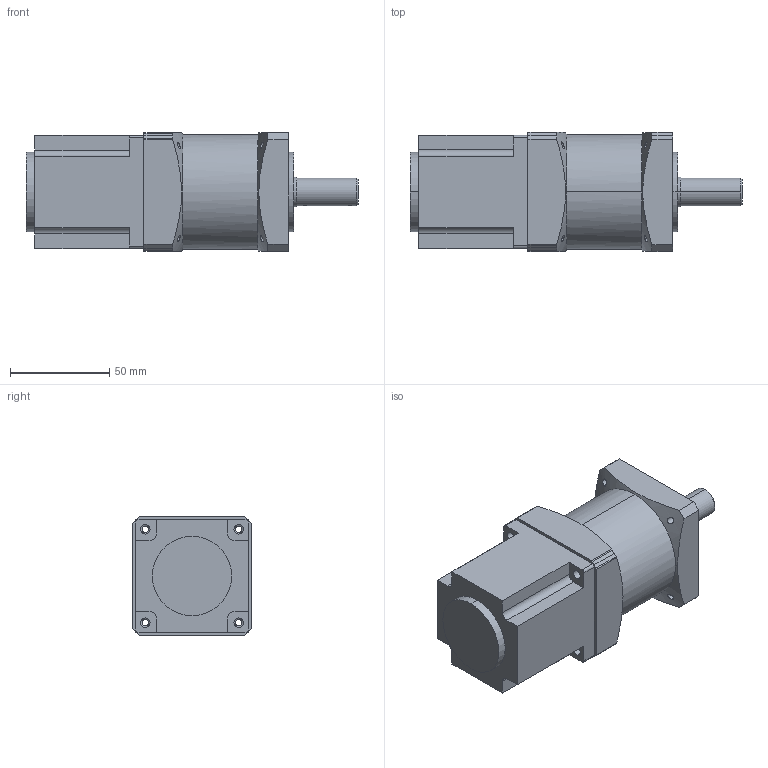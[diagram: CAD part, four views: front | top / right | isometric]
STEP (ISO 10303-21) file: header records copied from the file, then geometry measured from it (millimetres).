
FILE_DESCRIPTION (( 'STEP AP214' ), '1' );
FILE_NAME ('Motor 23HS22-2804D-YGS50-AR4.STEP', '2023-04-12T02:29:33', ( '' ), ( '' ), 'SwSTEP 2.0', 'SolidWorks 2021', '' );
FILE_SCHEMA (( 'AUTOMOTIVE_DESIGN' ));
Length unit declared in the file: inch
Products named in the file (1): Motor 23HS22-2804D-YGS50-AR4
Bounding box: 167.49 x 59.99 x 60.02 mm (x, y, z)
Surface area: 41116.2 mm2 (no closed solid volume)
Topology: 0 solids, 2 shells, 154 faces, 453 edges, 309 vertices
Faces by surface type: plane 90, cylinder 47, cone 10, bspline 7
Entity records: 7926 total; most frequent: CARTESIAN_POINT 3663, ORIENTED_EDGE 867, DIRECTION 688, EDGE_CURVE 453, VERTEX_POINT 309, VECTOR 244, LINE 244, AXIS2_PLACEMENT_3D 222
